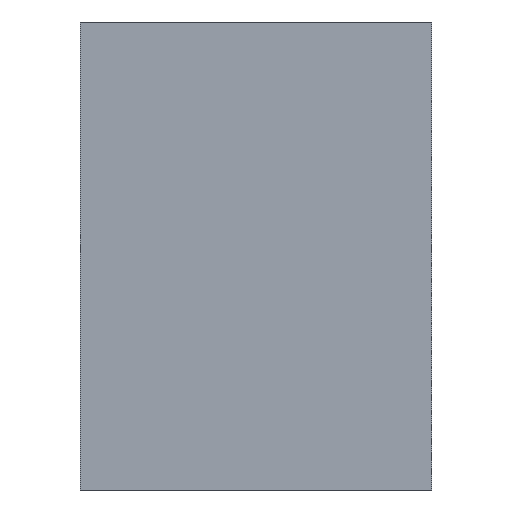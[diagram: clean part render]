
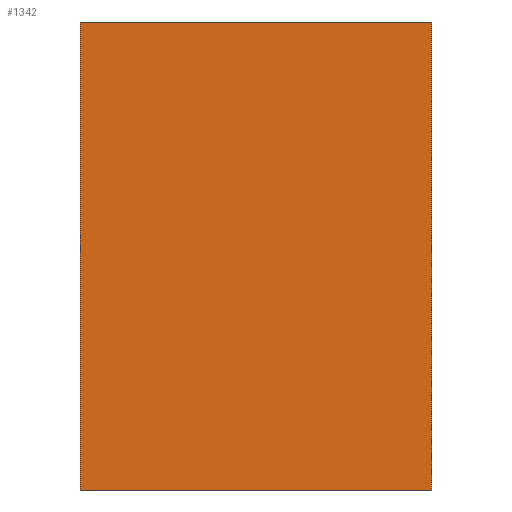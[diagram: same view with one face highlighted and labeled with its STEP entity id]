
A CAD part, front view. The second image highlights one B-rep face of the part: STEP entity #1342.
In plain terms, the highlighted planar face has unit normal (0, -1, 0).
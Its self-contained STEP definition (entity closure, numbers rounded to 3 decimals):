
#92=FACE_OUTER_BOUND('',#163,.T.);
#163=EDGE_LOOP('',(#1058,#1059,#1060,#1061));
#338=LINE('',#2083,#506);
#339=LINE('',#2085,#507);
#340=LINE('',#2087,#508);
#341=LINE('',#2088,#509);
#506=VECTOR('',#1732,10.);
#507=VECTOR('',#1733,10.);
#508=VECTOR('',#1734,10.);
#509=VECTOR('',#1735,10.);
#622=VERTEX_POINT('',#2081);
#623=VERTEX_POINT('',#2082);
#624=VERTEX_POINT('',#2084);
#625=VERTEX_POINT('',#2086);
#786=EDGE_CURVE('',#622,#623,#338,.T.);
#787=EDGE_CURVE('',#623,#624,#339,.T.);
#788=EDGE_CURVE('',#624,#625,#340,.T.);
#789=EDGE_CURVE('',#625,#622,#341,.T.);
#1058=ORIENTED_EDGE('',*,*,#786,.T.);
#1059=ORIENTED_EDGE('',*,*,#787,.T.);
#1060=ORIENTED_EDGE('',*,*,#788,.T.);
#1061=ORIENTED_EDGE('',*,*,#789,.T.);
#1199=PLANE('',#1436);
#1342=ADVANCED_FACE('',(#92),#1199,.T.);
#1436=AXIS2_PLACEMENT_3D('',#2080,#1730,#1731);
#1730=DIRECTION('center_axis',(0.,-1.,0.));
#1731=DIRECTION('ref_axis',(0.,0.,-1.));
#1732=DIRECTION('',(-1.,0.,0.));
#1733=DIRECTION('',(0.,0.,-1.));
#1734=DIRECTION('',(1.,0.,0.));
#1735=DIRECTION('',(0.,0.,1.));
#2080=CARTESIAN_POINT('Origin',(0.,-110.,0.));
#2081=CARTESIAN_POINT('',(300.,-110.,400.));
#2082=CARTESIAN_POINT('',(-300.,-110.,400.));
#2083=CARTESIAN_POINT('',(-300.,-110.,400.));
#2084=CARTESIAN_POINT('',(-300.,-110.,-400.));
#2085=CARTESIAN_POINT('',(-300.,-110.,-400.));
#2086=CARTESIAN_POINT('',(300.,-110.,-400.));
#2087=CARTESIAN_POINT('',(300.,-110.,-400.));
#2088=CARTESIAN_POINT('',(300.,-110.,400.));
